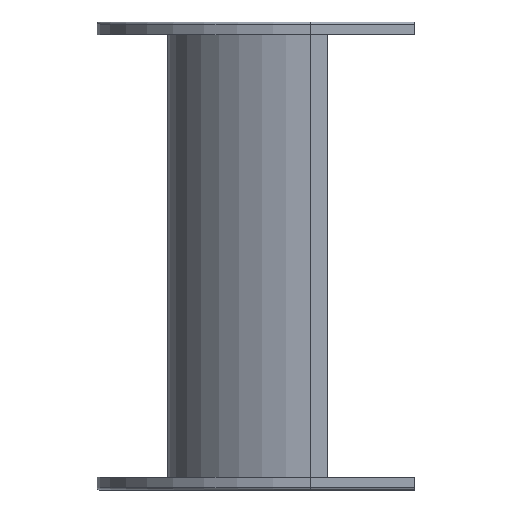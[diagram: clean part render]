
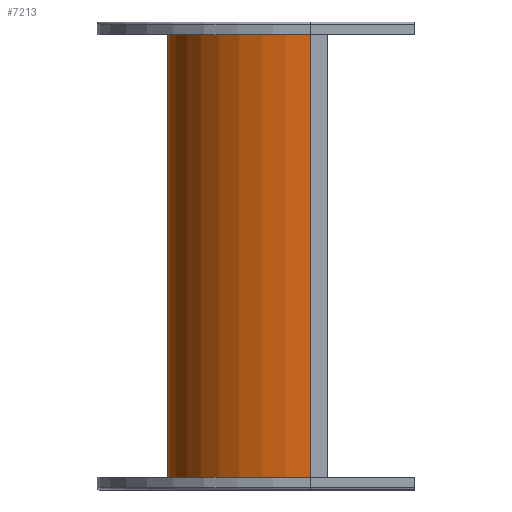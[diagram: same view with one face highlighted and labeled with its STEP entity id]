
A CAD part, front view. The second image highlights one B-rep face of the part: STEP entity #7213.
In plain terms, the highlighted cylindrical face has radius 122.75 mm (diameter 245.5 mm), a partial arc.
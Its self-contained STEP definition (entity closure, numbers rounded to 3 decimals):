
#6939=CARTESIAN_POINT('',(-15.,121.75,0.));
#6940=DIRECTION('',(0.,0.,-1.));
#6941=DIRECTION('',(0.,-1.,0.));
#6942=AXIS2_PLACEMENT_3D('',#6939,#6940,#6941);
#6977=CARTESIAN_POINT('',(-15.,121.75,401.5));
#6978=DIRECTION('',(0.,0.,1.));
#6979=DIRECTION('',(-1.,0.,0.));
#6980=AXIS2_PLACEMENT_3D('',#6977,#6978,#6979);
#6991=DIRECTION('',(0.,0.,-1.));
#6992=VECTOR('',#6991,401.5);
#6993=CARTESIAN_POINT('',(-137.75,121.75,401.5));
#6994=LINE('',#6993,#6992);
#6995=DIRECTION('',(0.,0.,1.));
#6996=VECTOR('',#6995,401.5);
#6997=CARTESIAN_POINT('',(-15.,-1.,0.));
#6998=LINE('',#6997,#6996);
#7017=CARTESIAN_POINT('',(-137.75,121.75,0.));
#7018=VERTEX_POINT('',#7017);
#7025=CARTESIAN_POINT('',(-15.,-1.,401.5));
#7027=VERTEX_POINT('',#7025);
#7031=CARTESIAN_POINT('',(-137.75,121.75,401.5));
#7032=VERTEX_POINT('',#7031);
#7037=CARTESIAN_POINT('',(-15.,-1.,0.));
#7038=VERTEX_POINT('',#7037);
#7201=CARTESIAN_POINT('',(-15.,121.75,401.5));
#7202=DIRECTION('',(0.,0.,-1.));
#7203=DIRECTION('',(-1.,0.,0.));
#7204=AXIS2_PLACEMENT_3D('',#7201,#7202,#7203);
#7205=CYLINDRICAL_SURFACE('',#7204,122.75);
#7206=ORIENTED_EDGE('',*,*,#7137,.T.);
#7208=ORIENTED_EDGE('',*,*,#7207,.F.);
#7209=ORIENTED_EDGE('',*,*,#7194,.T.);
#7210=ORIENTED_EDGE('',*,*,#7050,.F.);
#7211=EDGE_LOOP('',(#7206,#7208,#7209,#7210));
#7212=FACE_OUTER_BOUND('',#7211,.F.);
#7213=ADVANCED_FACE('',(#7212),#7205,.T.);
#6943=CIRCLE('',#6942,122.75);
#6981=CIRCLE('',#6980,122.75);
#7050=EDGE_CURVE('',#7038,#7027,#6998,.T.);
#7137=EDGE_CURVE('',#7038,#7018,#6943,.T.);
#7194=EDGE_CURVE('',#7032,#7027,#6981,.T.);
#7207=EDGE_CURVE('',#7032,#7018,#6994,.T.);
